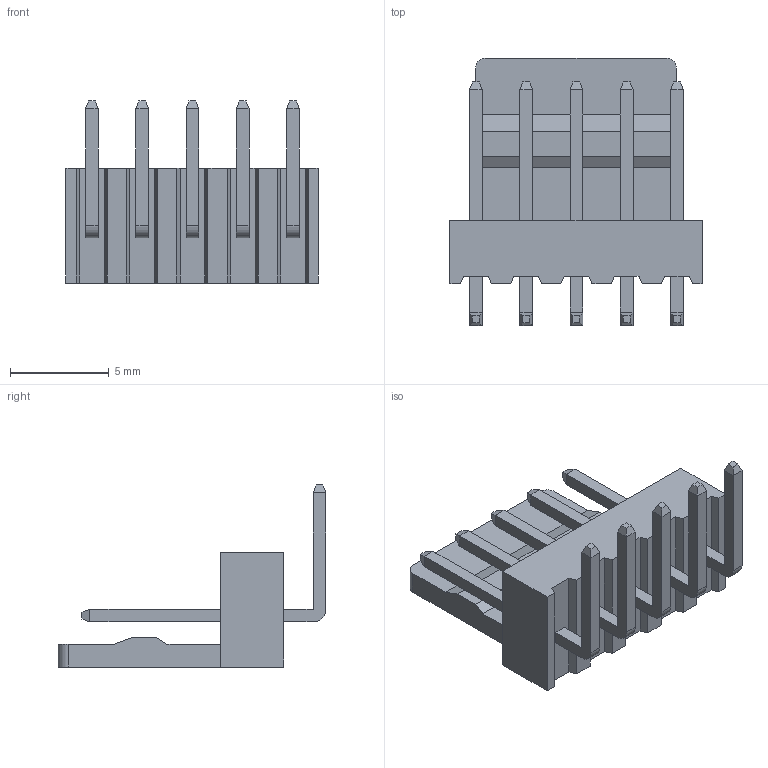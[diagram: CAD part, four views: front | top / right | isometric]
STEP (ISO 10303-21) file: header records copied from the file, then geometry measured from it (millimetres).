
FILE_DESCRIPTION (( 'STEP AP214' ), '1' );
FILE_NAME ('11634, SWR25X-NRTC-S05-RA-BA.STEP', '2012-09-24T08:30:49', ( '' ), ( '' ), 'SwSTEP 2.0', 'SolidWorks 2012', '' );
FILE_SCHEMA (( 'AUTOMOTIVE_DESIGN' ));
Length unit declared in the file: millimetre
Products named in the file (1): 11634, SWR25X-NRTC-S05-RA-BA
Bounding box: 12.74 x 13.52 x 9.2 mm (x, y, z)
Volume: 354.8 mm3; surface area: 659 mm2
Topology: 1 solids, 1 shells, 141 faces, 347 edges, 218 vertices
Faces by surface type: plane 134, cylinder 7
Entity records: 4069 total; most frequent: CARTESIAN_POINT 707, ORIENTED_EDGE 694, DIRECTION 645, EDGE_CURVE 347, VECTOR 333, LINE 333, VERTEX_POINT 218, AXIS2_PLACEMENT_3D 156
